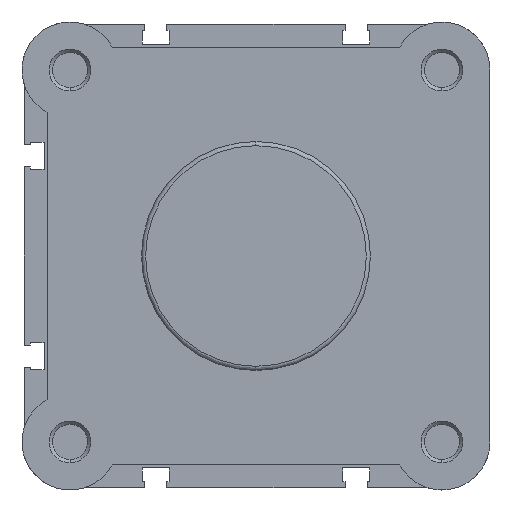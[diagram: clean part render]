
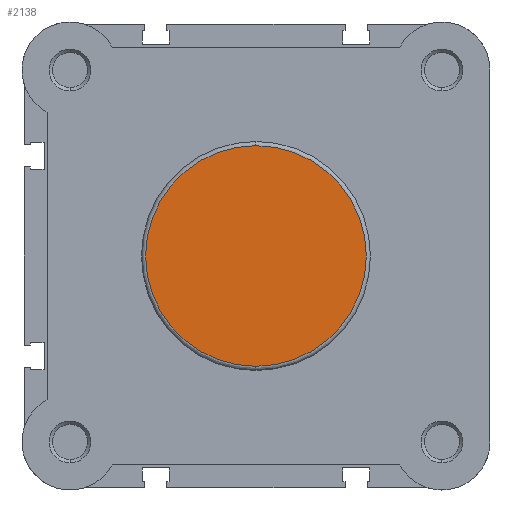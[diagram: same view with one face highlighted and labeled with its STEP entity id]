
A CAD part, left-side view. The second image highlights one B-rep face of the part: STEP entity #2138.
In plain terms, the highlighted planar face has unit normal (-1, 0, 0).
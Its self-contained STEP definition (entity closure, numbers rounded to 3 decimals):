
#323 = ORIENTED_EDGE ( 'NONE', *, *, #635, .T. ) ;
#347 = ORIENTED_EDGE ( 'NONE', *, *, #2524, .T. ) ;
#540 = DIRECTION ( 'NONE',  ( 0., 0., -1. ) ) ;
#541 = DIRECTION ( 'NONE',  ( -1., 0., 0. ) ) ;
#545 = CARTESIAN_POINT ( 'NONE',  ( 0., 0., 0. ) ) ;
#635 = EDGE_CURVE ( 'NONE', #4618, #4617, #1677, .T. ) ;
#1502 = EDGE_LOOP ( 'NONE', ( #323, #347 ) ) ;
#1677 = CIRCLE ( 'NONE', #2588, 26.4 ) ;
#2048 = FACE_OUTER_BOUND ( 'NONE', #1502, .T. ) ;
#2138 = ADVANCED_FACE ( 'NONE', ( #2048 ), #3729, .F. ) ;
#2524 = EDGE_CURVE ( 'NONE', #4617, #4618, #5434, .T. ) ;
#2588 = AXIS2_PLACEMENT_3D ( 'NONE', #545, #541, #540 ) ;
#2746 = AXIS2_PLACEMENT_3D ( 'NONE', #3732, #3738, #3739 ) ;
#2998 = AXIS2_PLACEMENT_3D ( 'NONE', #6202, #6204, #6205 ) ;
#3729 = PLANE ( 'NONE',  #2746 ) ;
#3732 = CARTESIAN_POINT ( 'NONE',  ( 0., 27.4, 0. ) ) ;
#3738 = DIRECTION ( 'NONE',  ( 1., 0., 0. ) ) ;
#3739 = DIRECTION ( 'NONE',  ( 0., 0., -1. ) ) ;
#4617 = VERTEX_POINT ( 'NONE', #6534 ) ;
#4618 = VERTEX_POINT ( 'NONE', #6531 ) ;
#5434 = CIRCLE ( 'NONE', #2998, 26.4 ) ;
#6202 = CARTESIAN_POINT ( 'NONE',  ( 0., 0., 0. ) ) ;
#6204 = DIRECTION ( 'NONE',  ( -1., 0., 0. ) ) ;
#6205 = DIRECTION ( 'NONE',  ( 0., 0., -1. ) ) ;
#6531 = CARTESIAN_POINT ( 'NONE',  ( 0., 0., -26.4 ) ) ;
#6534 = CARTESIAN_POINT ( 'NONE',  ( 0., 0., 26.4 ) ) ;
